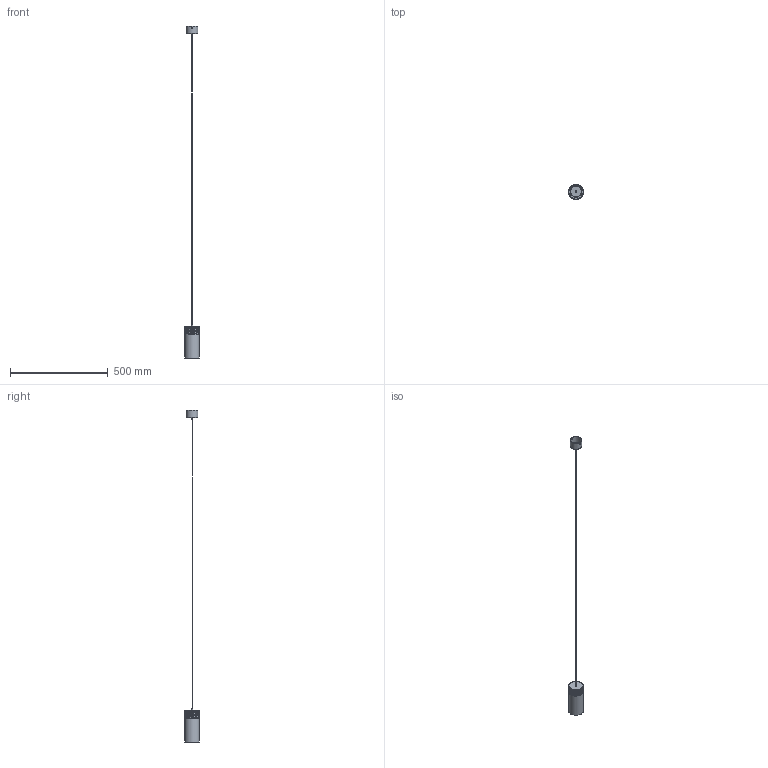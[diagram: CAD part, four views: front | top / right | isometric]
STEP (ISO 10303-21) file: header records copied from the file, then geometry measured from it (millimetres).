
FILE_DESCRIPTION(/* description */ (''),/* implementation_level */ '2;1');
FILE_NAME(/* name */ 'Fusion P0639 v1.step',/* time_stamp */ '2025-08-13T12:45:40+02:00',/* author */ (''),/* organization */ (''),/* preprocessor_version */ 'ST-DEVELOPER v20.1',/* originating_system */ 'Autodesk Translation Framework v14.10.0.0',/* authorisation */ '');
FILE_SCHEMA (('AUTOMOTIVE_DESIGN { 1 0 10303 214 3 1 1 }'));
Products named in the file (1): Fusion P0639
Bounding box: 75.11 x 75.11 x 1700 mm (x, y, z)
Volume: 219608.4 mm3; surface area: 128932.9 mm2
Topology: 10 solids, 10 shells, 1391 faces, 4067 edges, 2699 vertices
Faces by surface type: bspline 1193, plane 167, cylinder 29, torus 2
Full cylindrical faces by diameter (mm): 2.529 x1, 3 x5, 3.086 x1, 6 x2, 10 x2, 58 x1, 60 x1, 73 x2, 75 x1, 75.107 x1
Entity records: 63658 total; most frequent: CARTESIAN_POINT 34052, ORIENTED_EDGE 8134, EDGE_CURVE 4067, VERTEX_POINT 2699, B_SPLINE_CURVE_WITH_KNOTS 2426, DIRECTION 2245, EDGE_LOOP 1854, LINE 1435
